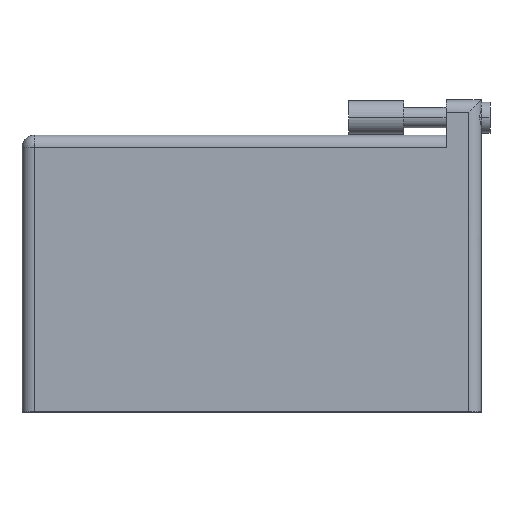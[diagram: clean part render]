
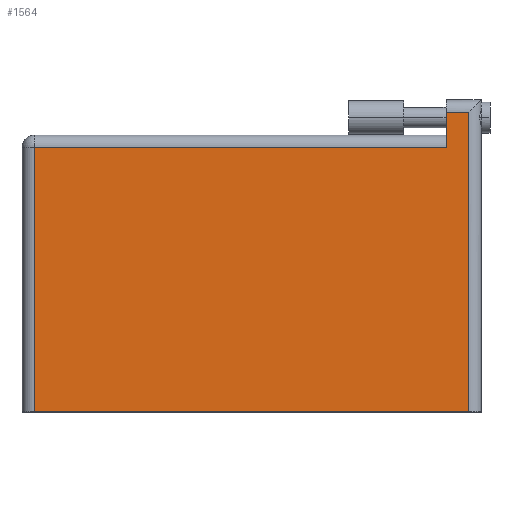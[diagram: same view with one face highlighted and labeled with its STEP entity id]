
A CAD part, top view. The second image highlights one B-rep face of the part: STEP entity #1564.
In plain terms, the highlighted planar face has unit normal (0, 0, 1).
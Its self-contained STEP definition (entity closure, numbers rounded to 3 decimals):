
#49 = EDGE_CURVE ( 'NONE', #2274, #1594, #1278, .T. ) ;
#69 = DIRECTION ( 'NONE',  ( 1., 0., 0. ) ) ;
#71 = DIRECTION ( 'NONE',  ( 0., 1., 0. ) ) ;
#167 = CARTESIAN_POINT ( 'NONE',  ( 64.262, 0., 0. ) ) ;
#181 = CARTESIAN_POINT ( 'NONE',  ( 0., 37.998, 0. ) ) ;
#310 = VERTEX_POINT ( 'NONE', #325 ) ;
#325 = CARTESIAN_POINT ( 'NONE',  ( 61.036, 37.998, 0. ) ) ;
#379 = DIRECTION ( 'NONE',  ( -1., 0., 0. ) ) ;
#380 = EDGE_CURVE ( 'NONE', #1594, #2042, #1930, .T. ) ;
#414 = CARTESIAN_POINT ( 'NONE',  ( 64.262, 44.856, 0. ) ) ;
#508 = DIRECTION ( 'NONE',  ( 0., 0., -1. ) ) ;
#517 = EDGE_LOOP ( 'NONE', ( #2062, #1213, #1771, #1342, #1751, #1671 ) ) ;
#720 = PLANE ( 'NONE',  #2267 ) ;
#804 = LINE ( 'NONE', #1358, #1532 ) ;
#827 = VECTOR ( 'NONE', #379, 1000. ) ;
#865 = EDGE_CURVE ( 'NONE', #2042, #310, #804, .T. ) ;
#871 = CARTESIAN_POINT ( 'NONE',  ( 1.778, 37.998, 0. ) ) ;
#884 = CARTESIAN_POINT ( 'NONE',  ( 0., 0., 0. ) ) ;
#907 = CARTESIAN_POINT ( 'NONE',  ( 1.778, 0., 0. ) ) ;
#1050 = DIRECTION ( 'NONE',  ( -1., 0., 0. ) ) ;
#1065 = LINE ( 'NONE', #907, #2058 ) ;
#1189 = DIRECTION ( 'NONE',  ( -1., 0., 0. ) ) ;
#1213 = ORIENTED_EDGE ( 'NONE', *, *, #49, .T. ) ;
#1232 = DIRECTION ( 'NONE',  ( 0., -1., 0. ) ) ;
#1278 = LINE ( 'NONE', #414, #2221 ) ;
#1321 = VERTEX_POINT ( 'NONE', #871 ) ;
#1341 = EDGE_CURVE ( 'NONE', #2230, #2274, #1976, .T. ) ;
#1342 = ORIENTED_EDGE ( 'NONE', *, *, #865, .T. ) ;
#1358 = CARTESIAN_POINT ( 'NONE',  ( 61.036, 44.856, 0. ) ) ;
#1382 = CARTESIAN_POINT ( 'NONE',  ( 1.778, 0., 0. ) ) ;
#1532 = VECTOR ( 'NONE', #1817, 1000. ) ;
#1564 = ADVANCED_FACE ( 'NONE', ( #2285 ), #720, .F. ) ;
#1594 = VERTEX_POINT ( 'NONE', #1904 ) ;
#1671 = ORIENTED_EDGE ( 'NONE', *, *, #2279, .T. ) ;
#1751 = ORIENTED_EDGE ( 'NONE', *, *, #1953, .T. ) ;
#1767 = VECTOR ( 'NONE', #1050, 1000. ) ;
#1771 = ORIENTED_EDGE ( 'NONE', *, *, #380, .T. ) ;
#1817 = DIRECTION ( 'NONE',  ( 0., -1., 0. ) ) ;
#1884 = CARTESIAN_POINT ( 'NONE',  ( 0., 43.078, 0. ) ) ;
#1904 = CARTESIAN_POINT ( 'NONE',  ( 64.262, 43.078, 0. ) ) ;
#1930 = LINE ( 'NONE', #1884, #1767 ) ;
#1953 = EDGE_CURVE ( 'NONE', #310, #1321, #2096, .T. ) ;
#1955 = VECTOR ( 'NONE', #69, 1000. ) ;
#1976 = LINE ( 'NONE', #884, #1955 ) ;
#2042 = VERTEX_POINT ( 'NONE', #2145 ) ;
#2058 = VECTOR ( 'NONE', #1232, 1000. ) ;
#2062 = ORIENTED_EDGE ( 'NONE', *, *, #1341, .T. ) ;
#2096 = LINE ( 'NONE', #181, #827 ) ;
#2145 = CARTESIAN_POINT ( 'NONE',  ( 61.036, 43.078, 0. ) ) ;
#2221 = VECTOR ( 'NONE', #71, 1000. ) ;
#2230 = VERTEX_POINT ( 'NONE', #1382 ) ;
#2261 = CARTESIAN_POINT ( 'NONE',  ( 0., 39.776, 0. ) ) ;
#2267 = AXIS2_PLACEMENT_3D ( 'NONE', #2261, #508, #1189 ) ;
#2274 = VERTEX_POINT ( 'NONE', #167 ) ;
#2279 = EDGE_CURVE ( 'NONE', #1321, #2230, #1065, .T. ) ;
#2285 = FACE_OUTER_BOUND ( 'NONE', #517, .T. ) ;
